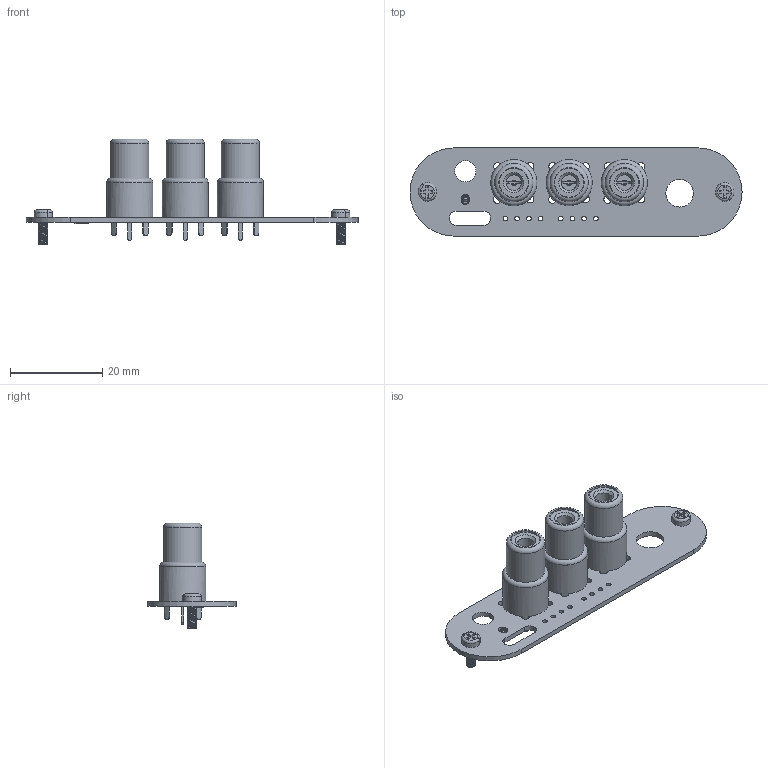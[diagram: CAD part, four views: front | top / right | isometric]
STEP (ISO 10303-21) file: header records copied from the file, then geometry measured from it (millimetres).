
FILE_DESCRIPTION(('Open CASCADE Model'),'2;1');
FILE_NAME('Open CASCADE Shape Model','2019-04-05T18:52:41',('Author'),( 'Open CASCADE'),'Open CASCADE STEP processor 6.8','Open CASCADE 6.8' ,'Unknown');
FILE_SCHEMA(('AUTOMOTIVE_DESIGN { 1 0 10303 214 1 1 1 1 }'));
Length unit declared in the file: millimetre
Products named in the file (12): PCB; Board; Open CASCADE STEP translator 6.8 2.1.1; LED1; 5976x0160xf; MH2; vis_m3.6; MH1; JP5; lumberg_btor1; JP2; JP1
Assembly tree (14 placements, depth 3):
  PCB
    Board
      Open CASCADE STEP translator 6.8 2.1.1
    LED1
      5976x0160xf
    MH2
      vis_m3.6
    MH1
      vis_m3.6
    JP5
      lumberg_btor1
    JP2
      lumberg_btor1
    JP1
      lumberg_btor1
Bounding box: 72.04 x 19.15 x 23 mm (x, y, z)
Volume: 3516.5 mm3; surface area: 7585.5 mm2
Topology: 7 solids, 7 shells, 526 faces, 1473 edges, 961 vertices
Faces by surface type: plane 245, cylinder 160, bspline 100, torus 14, cone 5, sphere 2
Full cylindrical faces by diameter (mm): 1 x8, 1.2 x3, 1.7 x12, 3.4 x3, 3.5 x2, 4.6 x1, 6 x1, 6.3 x3, 8.3 x3, 9.6 x3, 10 x3
Entity records: 12633 total; most frequent: CARTESIAN_POINT 5984, ORIENTED_EDGE 1474, DIRECTION 1146, EDGE_CURVE 737, VERTEX_POINT 482, LINE 384, VECTOR 384, AXIS2_PLACEMENT_3D 381
